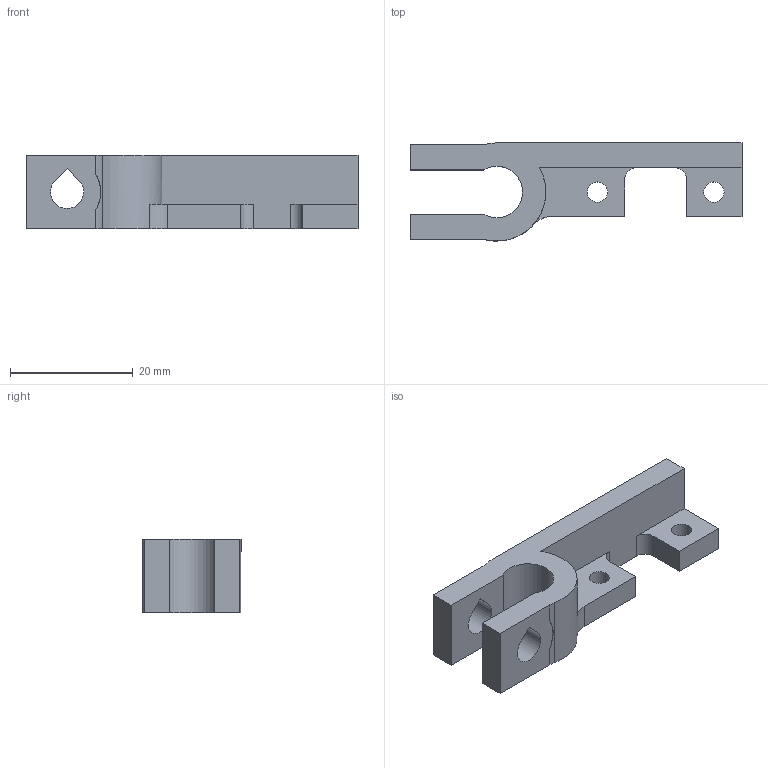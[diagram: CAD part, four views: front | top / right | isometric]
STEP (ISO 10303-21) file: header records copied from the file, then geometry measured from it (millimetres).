
FILE_DESCRIPTION( ( 'Unknown' ), '1' );
FILE_NAME( 'Optoswitch-bracket.stp', 'Unknown', ( 'Ed Sells' ), ( 'University of Bath' ), 'XStep 1.0', 'Solid Edge v19', ' ' );
FILE_SCHEMA( ( 'CONFIG_CONTROL_DESIGN' ) );
Length unit declared in the file: millimetre
Products named in the file (1): 1
Bounding box: 54.16 x 15.99 x 12 mm (x, y, z)
Volume: 4392.4 mm3; surface area: 3237.7 mm2
Topology: 1 solids, 1 shells, 35 faces, 99 edges, 66 vertices
Faces by surface type: plane 21, cylinder 14
Full cylindrical faces by diameter (mm): 3.3 x2
Entity records: 1212 total; most frequent: CARTESIAN_POINT 225, DIRECTION 194, ORIENTED_EDGE 194, EDGE_CURVE 97, LINE 68, VECTOR 68, VERTEX_POINT 66, AXIS2_PLACEMENT_3D 63
